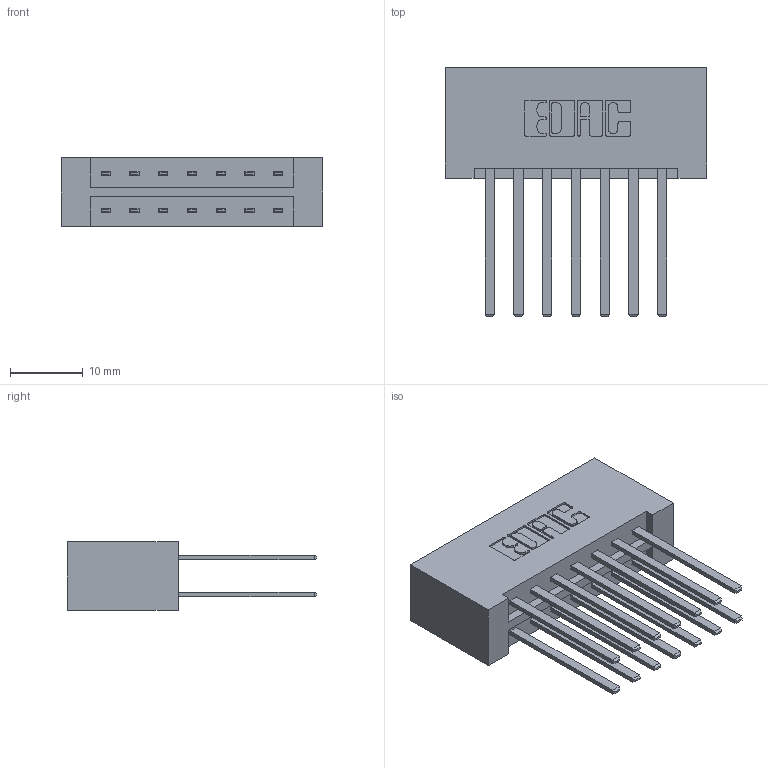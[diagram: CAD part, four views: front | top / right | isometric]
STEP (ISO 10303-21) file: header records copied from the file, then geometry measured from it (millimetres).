
FILE_DESCRIPTION (( 'STEP AP203' ), '1' );
FILE_NAME ('333-014-544-201.STEP', '2018-08-01T02:46:36', ( '' ), ( '' ), 'SwSTEP 2.0', 'SolidWorks 2016', '' );
FILE_SCHEMA (( 'CONFIG_CONTROL_DESIGN' ));
Length unit declared in the file: inch
Products named in the file (3): 333-014-544-201; 333 Part_Lugless; 345-292-001_345-293-144
Assembly tree (15 placements, depth 2):
  333-014-544-201
    333 Part_Lugless
    345-292-001_345-293-144  x14
Bounding box: 35.99 x 34.3 x 9.4 mm (x, y, z)
Volume: 4175.7 mm3; surface area: 5216.9 mm2
Topology: 15 solids, 15 shells, 750 faces, 2205 edges, 1450 vertices
Faces by surface type: plane 514, cylinder 236
Entity records: 8569 total; most frequent: CARTESIAN_POINT 1458, ORIENTED_EDGE 1394, DIRECTION 1297, EDGE_CURVE 697, LINE 581, VECTOR 581, VERTEX_POINT 462, AXIS2_PLACEMENT_3D 358
